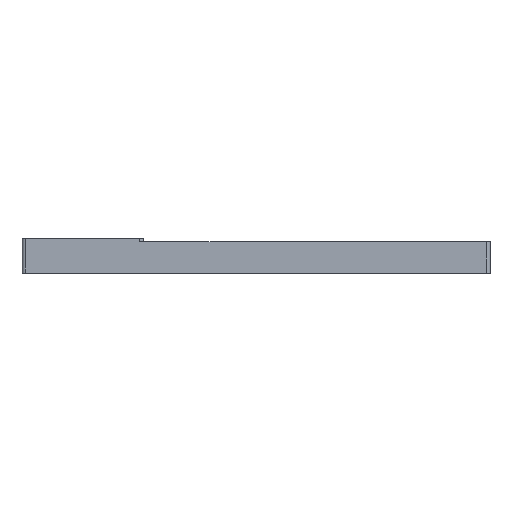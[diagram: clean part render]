
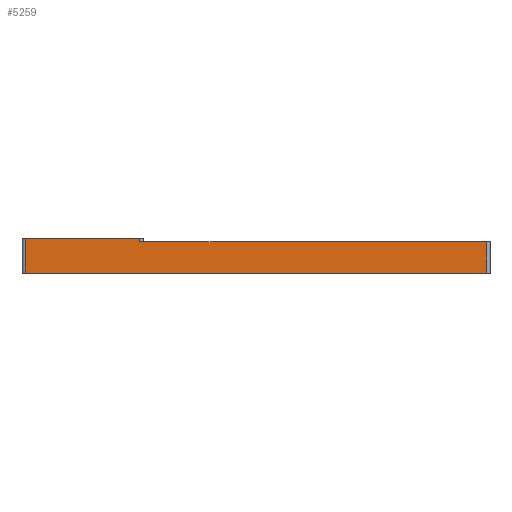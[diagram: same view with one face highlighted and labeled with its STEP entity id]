
A CAD part, top view. The second image highlights one B-rep face of the part: STEP entity #5259.
In plain terms, the highlighted planar face has unit normal (0, 0, 1).
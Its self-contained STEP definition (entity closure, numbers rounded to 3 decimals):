
#3995=CARTESIAN_POINT('',(133.,0.,75.));
#3996=VERTEX_POINT('',#3995);
#4004=CARTESIAN_POINT('',(-133.,0.,75.));
#4005=VERTEX_POINT('',#4004);
#4006=CARTESIAN_POINT('',(-115.,0.,75.));
#4007=DIRECTION('',(1.,0.,-0.));
#4008=VECTOR('',#4007,2660.);
#4009=LINE('',#4006,#4008);
#4010=EDGE_CURVE('',#4005,#3996,#4009,.T.);
#4731=CARTESIAN_POINT('',(-67.,18.,75.));
#4732=VERTEX_POINT('',#4731);
#4740=CARTESIAN_POINT('',(133.,18.,75.));
#4741=VERTEX_POINT('',#4740);
#4742=CARTESIAN_POINT('',(-827.5,18.,75.));
#4743=DIRECTION('',(1.,0.,-0.));
#4744=VECTOR('',#4743,2000.);
#4745=LINE('',#4742,#4744);
#4746=EDGE_CURVE('',#4732,#4741,#4745,.T.);
#5175=CARTESIAN_POINT('',(-67.,20.,75.));
#5176=VERTEX_POINT('',#5175);
#5184=CARTESIAN_POINT('',(-67.,110.,75.));
#5185=DIRECTION('',(0.,-1.,0.));
#5186=VECTOR('',#5185,20.);
#5187=LINE('',#5184,#5186);
#5188=EDGE_CURVE('',#5176,#4732,#5187,.T.);
#5223=CARTESIAN_POINT('',(133.,180.,75.));
#5224=DIRECTION('',(0.,-1.,0.));
#5225=VECTOR('',#5224,180.);
#5226=LINE('',#5223,#5225);
#5227=EDGE_CURVE('',#4741,#3996,#5226,.T.);
#5234=CARTESIAN_POINT('',(0.,0.,75.));
#5235=DIRECTION('',(0.,0.,1.));
#5236=DIRECTION('',(1.,0.,0.));
#5237=AXIS2_PLACEMENT_3D('',#5234,#5235,#5236);
#5238=PLANE('',#5237);
#5239=ORIENTED_EDGE('',*,*,#5188,.F.);
#5240=CARTESIAN_POINT('',(-133.,20.,75.));
#5241=VERTEX_POINT('',#5240);
#5242=CARTESIAN_POINT('',(545.,20.,75.));
#5243=DIRECTION('',(-1.,0.,0.));
#5244=VECTOR('',#5243,660.);
#5245=LINE('',#5242,#5244);
#5246=EDGE_CURVE('',#5176,#5241,#5245,.T.);
#5247=ORIENTED_EDGE('',*,*,#5246,.T.);
#5248=CARTESIAN_POINT('',(-133.,0.,75.));
#5249=DIRECTION('',(0.,1.,0.));
#5250=VECTOR('',#5249,200.);
#5251=LINE('',#5248,#5250);
#5252=EDGE_CURVE('',#4005,#5241,#5251,.T.);
#5253=ORIENTED_EDGE('',*,*,#5252,.F.);
#5254=ORIENTED_EDGE('',*,*,#4010,.T.);
#5255=ORIENTED_EDGE('',*,*,#5227,.F.);
#5256=ORIENTED_EDGE('',*,*,#4746,.F.);
#5257=EDGE_LOOP('',(#5239,#5247,#5253,#5254,#5255,#5256));
#5258=FACE_BOUND('',#5257,.T.);
#5259=ADVANCED_FACE('',(#5258),#5238,.T.);
